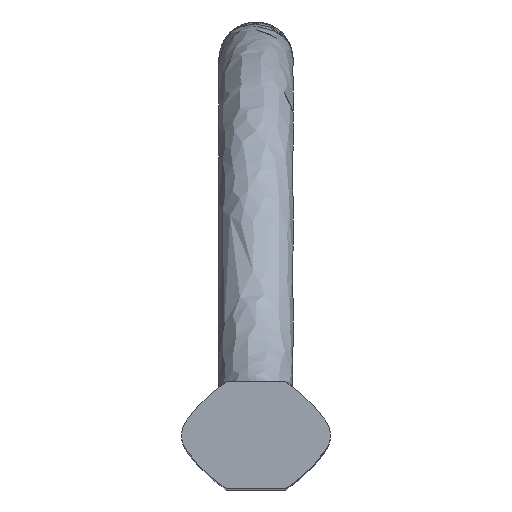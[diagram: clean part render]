
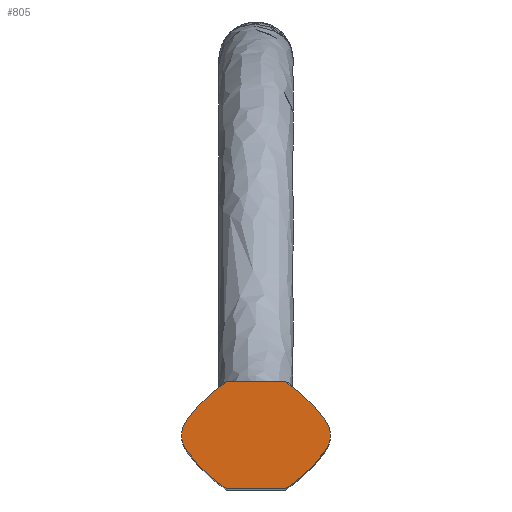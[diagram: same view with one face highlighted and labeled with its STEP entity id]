
A CAD part, top view. The second image highlights one B-rep face of the part: STEP entity #805.
In plain terms, the highlighted planar face has unit normal (0, 0, 1).
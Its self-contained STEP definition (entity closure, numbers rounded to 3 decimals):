
#26=LINE('',#1326,#78);
#71=LINE('',#1563,#123);
#78=VECTOR('',#929,10.);
#123=VECTOR('',#1116,10.);
#143=PLANE('',#902);
#206=FACE_OUTER_BOUND('',#258,.T.);
#258=EDGE_LOOP('',(#699,#700,#701,#702,#703,#704,#705,#706));
#296=CIRCLE('',#881,1.);
#299=CIRCLE('',#888,6.113);
#300=CIRCLE('',#890,6.113);
#302=CIRCLE('',#893,6.113);
#304=CIRCLE('',#897,6.113);
#305=CIRCLE('',#899,1.);
#315=VERTEX_POINT('',#1323);
#316=VERTEX_POINT('',#1325);
#371=VERTEX_POINT('',#1527);
#372=VERTEX_POINT('',#1529);
#376=VERTEX_POINT('',#1546);
#378=VERTEX_POINT('',#1555);
#380=VERTEX_POINT('',#1561);
#382=VERTEX_POINT('',#1567);
#393=EDGE_CURVE('',#315,#316,#26,.T.);
#470=EDGE_CURVE('',#371,#372,#296,.T.);
#479=EDGE_CURVE('',#316,#376,#299,.T.);
#481=EDGE_CURVE('',#372,#315,#300,.T.);
#485=EDGE_CURVE('',#378,#371,#302,.T.);
#488=EDGE_CURVE('',#380,#378,#71,.T.);
#491=EDGE_CURVE('',#382,#380,#304,.T.);
#492=EDGE_CURVE('',#376,#382,#305,.T.);
#699=ORIENTED_EDGE('',*,*,#393,.F.);
#700=ORIENTED_EDGE('',*,*,#481,.F.);
#701=ORIENTED_EDGE('',*,*,#470,.F.);
#702=ORIENTED_EDGE('',*,*,#485,.F.);
#703=ORIENTED_EDGE('',*,*,#488,.F.);
#704=ORIENTED_EDGE('',*,*,#491,.F.);
#705=ORIENTED_EDGE('',*,*,#492,.F.);
#706=ORIENTED_EDGE('',*,*,#479,.F.);
#805=ADVANCED_FACE('',(#206),#143,.T.);
#881=AXIS2_PLACEMENT_3D('',#1530,#1077,#1078);
#888=AXIS2_PLACEMENT_3D('',#1547,#1097,#1098);
#890=AXIS2_PLACEMENT_3D('',#1550,#1102,#1103);
#893=AXIS2_PLACEMENT_3D('',#1557,#1110,#1111);
#897=AXIS2_PLACEMENT_3D('',#1569,#1122,#1123);
#899=AXIS2_PLACEMENT_3D('',#1571,#1126,#1127);
#902=AXIS2_PLACEMENT_3D('',#1574,#1132,#1133);
#929=DIRECTION('',(1.,0.,0.));
#1077=DIRECTION('center_axis',(0.,0.,-1.));
#1078=DIRECTION('ref_axis',(0.818,-0.576,0.));
#1097=DIRECTION('center_axis',(0.,0.,-1.));
#1098=DIRECTION('ref_axis',(-0.818,-0.576,0.));
#1102=DIRECTION('center_axis',(0.,0.,-1.));
#1103=DIRECTION('ref_axis',(0.553,-0.833,0.));
#1110=DIRECTION('center_axis',(0.,0.,-1.));
#1111=DIRECTION('ref_axis',(0.818,0.576,0.));
#1116=DIRECTION('',(-1.,0.,0.));
#1122=DIRECTION('center_axis',(0.,0.,-1.));
#1123=DIRECTION('ref_axis',(-0.553,0.833,0.));
#1126=DIRECTION('center_axis',(0.,0.,-1.));
#1127=DIRECTION('ref_axis',(-0.818,0.576,0.));
#1132=DIRECTION('center_axis',(0.,0.,1.));
#1133=DIRECTION('ref_axis',(1.,0.,0.));
#1323=CARTESIAN_POINT('',(-1.2,2.15,0.));
#1325=CARTESIAN_POINT('',(1.2,2.15,0.));
#1326=CARTESIAN_POINT('',(-1.2,2.15,0.));
#1527=CARTESIAN_POINT('',(-2.818,-0.576,0.));
#1529=CARTESIAN_POINT('',(-2.818,0.576,0.));
#1530=CARTESIAN_POINT('Origin',(-2.,0.,0.));
#1546=CARTESIAN_POINT('',(2.818,0.576,0.));
#1547=CARTESIAN_POINT('Origin',(-2.182,-2.943,0.));
#1550=CARTESIAN_POINT('Origin',(2.182,-2.943,0.));
#1555=CARTESIAN_POINT('',(-1.2,-2.15,0.));
#1557=CARTESIAN_POINT('Origin',(2.182,2.943,0.));
#1561=CARTESIAN_POINT('',(1.2,-2.15,0.));
#1563=CARTESIAN_POINT('',(1.2,-2.15,0.));
#1567=CARTESIAN_POINT('',(2.818,-0.576,0.));
#1569=CARTESIAN_POINT('Origin',(-2.182,2.943,0.));
#1571=CARTESIAN_POINT('Origin',(2.,0.,0.));
#1574=CARTESIAN_POINT('Origin',(0.,0.,
0.));
